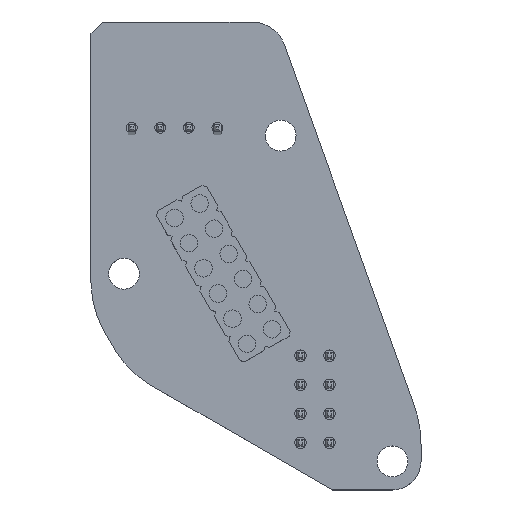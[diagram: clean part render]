
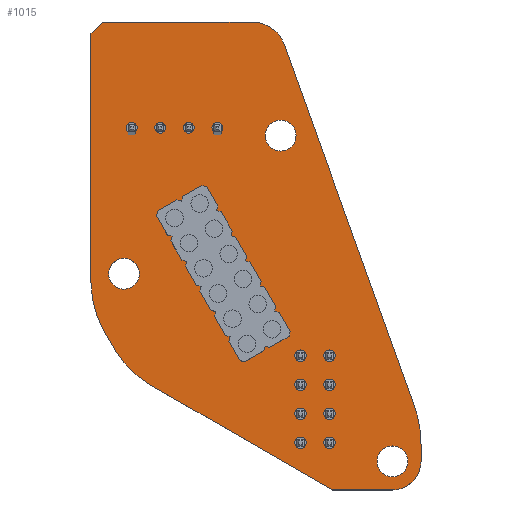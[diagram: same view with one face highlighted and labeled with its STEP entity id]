
A CAD part, top view. The second image highlights one B-rep face of the part: STEP entity #1015.
In plain terms, the highlighted planar face has unit normal (0, 0, 1).
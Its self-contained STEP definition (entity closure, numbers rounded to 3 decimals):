
#81 = VERTEX_POINT('',#82);
#82 = CARTESIAN_POINT('',(102.06,-110.719,0.));
#99 = VERTEX_POINT('',#100);
#100 = CARTESIAN_POINT('',(90.691,-79.134,0.));
#106 = EDGE_CURVE('',#81,#99,#107,.T.);
#107 = LINE('',#108,#109);
#108 = CARTESIAN_POINT('',(102.06,-110.719,0.));
#109 = VECTOR('',#110,1.);
#110 = DIRECTION('',(-0.339,0.941,0.));
#121 = VERTEX_POINT('',#122);
#122 = CARTESIAN_POINT('',(102.651,-114.107,0.));
#138 = EDGE_CURVE('',#121,#81,#139,.T.);
#139 = CIRCLE('',#140,10.);
#140 = AXIS2_PLACEMENT_3D('',#141,#142,#143);
#141 = CARTESIAN_POINT('',(92.651,-114.107,0.));
#142 = DIRECTION('',(0.,0.,1.));
#143 = DIRECTION('',(1.,0.,0.));
#164 = VERTEX_POINT('',#165);
#165 = CARTESIAN_POINT('',(87.868,-77.15,0.));
#171 = EDGE_CURVE('',#99,#164,#172,.T.);
#172 = CIRCLE('',#173,3.);
#173 = AXIS2_PLACEMENT_3D('',#174,#175,#176);
#174 = CARTESIAN_POINT('',(87.868,-80.15,0.));
#175 = DIRECTION('',(0.,0.,1.));
#176 = DIRECTION('',(1.,0.,0.));
#187 = VERTEX_POINT('',#188);
#188 = CARTESIAN_POINT('',(102.651,-115.607,0.));
#203 = EDGE_CURVE('',#187,#121,#204,.T.);
#204 = LINE('',#205,#206);
#205 = CARTESIAN_POINT('',(102.651,-115.607,0.));
#206 = VECTOR('',#207,1.);
#207 = DIRECTION('',(0.,1.,0.));
#227 = VERTEX_POINT('',#228);
#228 = CARTESIAN_POINT('',(74.768,-77.15,0.));
#234 = EDGE_CURVE('',#164,#227,#235,.T.);
#235 = LINE('',#236,#237);
#236 = CARTESIAN_POINT('',(87.868,-77.15,0.));
#237 = VECTOR('',#238,1.);
#238 = DIRECTION('',(-1.,0.,0.));
#249 = VERTEX_POINT('',#250);
#250 = CARTESIAN_POINT('',(100.151,-118.107,0.));
#266 = EDGE_CURVE('',#249,#187,#267,.T.);
#267 = CIRCLE('',#268,2.5);
#268 = AXIS2_PLACEMENT_3D('',#269,#270,#271);
#269 = CARTESIAN_POINT('',(100.151,-115.607,0.));
#270 = DIRECTION('',(0.,0.,1.));
#271 = DIRECTION('',(1.,0.,0.));
#291 = VERTEX_POINT('',#292);
#292 = CARTESIAN_POINT('',(73.768,-78.15,0.));
#298 = EDGE_CURVE('',#227,#291,#299,.T.);
#299 = LINE('',#300,#301);
#300 = CARTESIAN_POINT('',(74.768,-77.15,0.));
#301 = VECTOR('',#302,1.);
#302 = DIRECTION('',(-0.707,-0.707,0.));
#313 = VERTEX_POINT('',#314);
#314 = CARTESIAN_POINT('',(94.899,-118.107,0.));
#329 = EDGE_CURVE('',#313,#249,#330,.T.);
#330 = LINE('',#331,#332);
#331 = CARTESIAN_POINT('',(94.899,-118.107,0.));
#332 = VECTOR('',#333,1.);
#333 = DIRECTION('',(1.,0.,0.));
#353 = VERTEX_POINT('',#354);
#354 = CARTESIAN_POINT('',(73.768,-81.507,0.));
#360 = EDGE_CURVE('',#291,#353,#361,.T.);
#361 = LINE('',#362,#363);
#362 = CARTESIAN_POINT('',(73.768,-78.15,0.));
#363 = VECTOR('',#364,1.);
#364 = DIRECTION('',(0.,-1.,0.));
#375 = VERTEX_POINT('',#376);
#376 = CARTESIAN_POINT('',(78.918,-108.88,0.));
#391 = EDGE_CURVE('',#375,#313,#392,.T.);
#392 = LINE('',#393,#394);
#393 = CARTESIAN_POINT('',(78.918,-108.88,0.));
#394 = VECTOR('',#395,1.);
#395 = DIRECTION('',(0.866,-0.5,0.));
#415 = VERTEX_POINT('',#416);
#416 = CARTESIAN_POINT('',(73.768,-99.96,0.));
#422 = EDGE_CURVE('',#353,#415,#423,.T.);
#423 = LINE('',#424,#425);
#424 = CARTESIAN_POINT('',(73.768,-81.507,0.));
#425 = VECTOR('',#426,1.);
#426 = DIRECTION('',(0.,-1.,0.));
#437 = VERTEX_POINT('',#438);
#438 = CARTESIAN_POINT('',(75.807,-105.769,0.));
#454 = EDGE_CURVE('',#437,#375,#455,.T.);
#455 = CIRCLE('',#456,8.5);
#456 = AXIS2_PLACEMENT_3D('',#457,#458,#459);
#457 = CARTESIAN_POINT('',(83.168,-101.519,0.));
#458 = DIRECTION('',(0.,0.,1.));
#459 = DIRECTION('',(1.,0.,0.));
#480 = VERTEX_POINT('',#481);
#481 = CARTESIAN_POINT('',(74.907,-104.21,0.));
#487 = EDGE_CURVE('',#415,#480,#488,.T.);
#488 = CIRCLE('',#489,8.5);
#489 = AXIS2_PLACEMENT_3D('',#490,#491,#492);
#490 = CARTESIAN_POINT('',(82.268,-99.96,0.));
#491 = DIRECTION('',(0.,0.,1.));
#492 = DIRECTION('',(1.,0.,0.));
#510 = EDGE_CURVE('',#480,#437,#511,.T.);
#511 = LINE('',#512,#513);
#512 = CARTESIAN_POINT('',(74.907,-104.21,0.));
#513 = VECTOR('',#514,1.);
#514 = DIRECTION('',(0.5,-0.866,0.));
#525 = VERTEX_POINT('',#526);
#526 = CARTESIAN_POINT('',(92.603,-113.975,0.));
#542 = EDGE_CURVE('',#525,#525,#543,.T.);
#543 = CIRCLE('',#544,0.5);
#544 = AXIS2_PLACEMENT_3D('',#545,#546,#547);
#545 = CARTESIAN_POINT('',(92.103,-113.975,0.));
#546 = DIRECTION('',(0.,0.,1.));
#547 = DIRECTION('',(1.,0.,-0.));
#558 = VERTEX_POINT('',#559);
#559 = CARTESIAN_POINT('',(95.143,-113.975,0.));
#575 = EDGE_CURVE('',#558,#558,#576,.T.);
#576 = CIRCLE('',#577,0.5);
#577 = AXIS2_PLACEMENT_3D('',#578,#579,#580);
#578 = CARTESIAN_POINT('',(94.643,-113.975,0.));
#579 = DIRECTION('',(0.,0.,1.));
#580 = DIRECTION('',(1.,0.,-0.));
#591 = VERTEX_POINT('',#592);
#592 = CARTESIAN_POINT('',(92.603,-111.435,0.));
#608 = EDGE_CURVE('',#591,#591,#609,.T.);
#609 = CIRCLE('',#610,0.5);
#610 = AXIS2_PLACEMENT_3D('',#611,#612,#613);
#611 = CARTESIAN_POINT('',(92.103,-111.435,0.));
#612 = DIRECTION('',(0.,0.,1.));
#613 = DIRECTION('',(1.,0.,-0.));
#624 = VERTEX_POINT('',#625);
#625 = CARTESIAN_POINT('',(95.143,-111.435,0.));
#641 = EDGE_CURVE('',#624,#624,#642,.T.);
#642 = CIRCLE('',#643,0.5);
#643 = AXIS2_PLACEMENT_3D('',#644,#645,#646);
#644 = CARTESIAN_POINT('',(94.643,-111.435,0.));
#645 = DIRECTION('',(0.,0.,1.));
#646 = DIRECTION('',(1.,0.,-0.));
#657 = VERTEX_POINT('',#658);
#658 = CARTESIAN_POINT('',(101.501,-115.607,0.));
#674 = EDGE_CURVE('',#657,#657,#675,.T.);
#675 = CIRCLE('',#676,1.35);
#676 = AXIS2_PLACEMENT_3D('',#677,#678,#679);
#677 = CARTESIAN_POINT('',(100.151,-115.607,0.));
#678 = DIRECTION('',(0.,0.,1.));
#679 = DIRECTION('',(1.,0.,-0.));
#690 = VERTEX_POINT('',#691);
#691 = CARTESIAN_POINT('',(92.603,-108.895,0.));
#707 = EDGE_CURVE('',#690,#690,#708,.T.);
#708 = CIRCLE('',#709,0.5);
#709 = AXIS2_PLACEMENT_3D('',#710,#711,#712);
#710 = CARTESIAN_POINT('',(92.103,-108.895,0.));
#711 = DIRECTION('',(0.,0.,1.));
#712 = DIRECTION('',(1.,0.,-0.));
#723 = VERTEX_POINT('',#724);
#724 = CARTESIAN_POINT('',(95.143,-108.895,0.));
#740 = EDGE_CURVE('',#723,#723,#741,.T.);
#741 = CIRCLE('',#742,0.5);
#742 = AXIS2_PLACEMENT_3D('',#743,#744,#745);
#743 = CARTESIAN_POINT('',(94.643,-108.895,0.));
#744 = DIRECTION('',(0.,0.,1.));
#745 = DIRECTION('',(1.,0.,-0.));
#756 = VERTEX_POINT('',#757);
#757 = CARTESIAN_POINT('',(92.603,-106.355,0.));
#773 = EDGE_CURVE('',#756,#756,#774,.T.);
#774 = CIRCLE('',#775,0.5);
#775 = AXIS2_PLACEMENT_3D('',#776,#777,#778);
#776 = CARTESIAN_POINT('',(92.103,-106.355,0.));
#777 = DIRECTION('',(0.,0.,1.));
#778 = DIRECTION('',(1.,0.,-0.));
#789 = VERTEX_POINT('',#790);
#790 = CARTESIAN_POINT('',(95.143,-106.355,0.));
#806 = EDGE_CURVE('',#789,#789,#807,.T.);
#807 = CIRCLE('',#808,0.5);
#808 = AXIS2_PLACEMENT_3D('',#809,#810,#811);
#809 = CARTESIAN_POINT('',(94.643,-106.355,0.));
#810 = DIRECTION('',(0.,0.,1.));
#811 = DIRECTION('',(1.,0.,-0.));
#822 = VERTEX_POINT('',#823);
#823 = CARTESIAN_POINT('',(78.002,-99.187,0.));
#839 = EDGE_CURVE('',#822,#822,#840,.T.);
#840 = CIRCLE('',#841,1.35);
#841 = AXIS2_PLACEMENT_3D('',#842,#843,#844);
#842 = CARTESIAN_POINT('',(76.652,-99.187,0.));
#843 = DIRECTION('',(0.,0.,1.));
#844 = DIRECTION('',(1.,0.,-0.));
#855 = VERTEX_POINT('',#856);
#856 = CARTESIAN_POINT('',(77.804,-86.408,0.));
#872 = EDGE_CURVE('',#855,#855,#873,.T.);
#873 = CIRCLE('',#874,0.475);
#874 = AXIS2_PLACEMENT_3D('',#875,#876,#877);
#875 = CARTESIAN_POINT('',(77.329,-86.408,0.));
#876 = DIRECTION('',(0.,0.,1.));
#877 = DIRECTION('',(1.,0.,-0.));
#888 = VERTEX_POINT('',#889);
#889 = CARTESIAN_POINT('',(80.304,-86.408,0.));
#905 = EDGE_CURVE('',#888,#888,#906,.T.);
#906 = CIRCLE('',#907,0.475);
#907 = AXIS2_PLACEMENT_3D('',#908,#909,#910);
#908 = CARTESIAN_POINT('',(79.829,-86.408,0.));
#909 = DIRECTION('',(0.,0.,1.));
#910 = DIRECTION('',(1.,0.,-0.));
#921 = VERTEX_POINT('',#922);
#922 = CARTESIAN_POINT('',(82.804,-86.408,0.));
#938 = EDGE_CURVE('',#921,#921,#939,.T.);
#939 = CIRCLE('',#940,0.475);
#940 = AXIS2_PLACEMENT_3D('',#941,#942,#943);
#941 = CARTESIAN_POINT('',(82.329,-86.408,0.));
#942 = DIRECTION('',(0.,0.,1.));
#943 = DIRECTION('',(1.,0.,-0.));
#954 = VERTEX_POINT('',#955);
#955 = CARTESIAN_POINT('',(85.304,-86.408,0.));
#971 = EDGE_CURVE('',#954,#954,#972,.T.);
#972 = CIRCLE('',#973,0.475);
#973 = AXIS2_PLACEMENT_3D('',#974,#975,#976);
#974 = CARTESIAN_POINT('',(84.829,-86.408,0.));
#975 = DIRECTION('',(0.,0.,1.));
#976 = DIRECTION('',(1.,0.,-0.));
#987 = VERTEX_POINT('',#988);
#988 = CARTESIAN_POINT('',(91.718,-87.096,0.));
#1004 = EDGE_CURVE('',#987,#987,#1005,.T.);
#1005 = CIRCLE('',#1006,1.35);
#1006 = AXIS2_PLACEMENT_3D('',#1007,#1008,#1009);
#1007 = CARTESIAN_POINT('',(90.368,-87.096,0.));
#1008 = DIRECTION('',(0.,0.,1.));
#1009 = DIRECTION('',(1.,0.,-0.));
#1015 = ADVANCED_FACE('',(#1016,#1032,#1035,#1038,#1041,#1044,#1047,
    #1050,#1053,#1056,#1059,#1062,#1065,#1068,#1071,#1074),#1077,.T.);
#1016 = FACE_BOUND('',#1017,.T.);
#1017 = EDGE_LOOP('',(#1018,#1019,#1020,#1021,#1022,#1023,#1024,#1025,
    #1026,#1027,#1028,#1029,#1030,#1031));
#1018 = ORIENTED_EDGE('',*,*,#106,.T.);
#1019 = ORIENTED_EDGE('',*,*,#171,.T.);
#1020 = ORIENTED_EDGE('',*,*,#234,.T.);
#1021 = ORIENTED_EDGE('',*,*,#298,.T.);
#1022 = ORIENTED_EDGE('',*,*,#360,.T.);
#1023 = ORIENTED_EDGE('',*,*,#422,.T.);
#1024 = ORIENTED_EDGE('',*,*,#487,.T.);
#1025 = ORIENTED_EDGE('',*,*,#510,.T.);
#1026 = ORIENTED_EDGE('',*,*,#454,.T.);
#1027 = ORIENTED_EDGE('',*,*,#391,.T.);
#1028 = ORIENTED_EDGE('',*,*,#329,.T.);
#1029 = ORIENTED_EDGE('',*,*,#266,.T.);
#1030 = ORIENTED_EDGE('',*,*,#203,.T.);
#1031 = ORIENTED_EDGE('',*,*,#138,.T.);
#1032 = FACE_BOUND('',#1033,.T.);
#1033 = EDGE_LOOP('',(#1034));
#1034 = ORIENTED_EDGE('',*,*,#542,.F.);
#1035 = FACE_BOUND('',#1036,.T.);
#1036 = EDGE_LOOP('',(#1037));
#1037 = ORIENTED_EDGE('',*,*,#575,.F.);
#1038 = FACE_BOUND('',#1039,.T.);
#1039 = EDGE_LOOP('',(#1040));
#1040 = ORIENTED_EDGE('',*,*,#608,.F.);
#1041 = FACE_BOUND('',#1042,.T.);
#1042 = EDGE_LOOP('',(#1043));
#1043 = ORIENTED_EDGE('',*,*,#641,.F.);
#1044 = FACE_BOUND('',#1045,.T.);
#1045 = EDGE_LOOP('',(#1046));
#1046 = ORIENTED_EDGE('',*,*,#674,.F.);
#1047 = FACE_BOUND('',#1048,.T.);
#1048 = EDGE_LOOP('',(#1049));
#1049 = ORIENTED_EDGE('',*,*,#707,.F.);
#1050 = FACE_BOUND('',#1051,.T.);
#1051 = EDGE_LOOP('',(#1052));
#1052 = ORIENTED_EDGE('',*,*,#740,.F.);
#1053 = FACE_BOUND('',#1054,.T.);
#1054 = EDGE_LOOP('',(#1055));
#1055 = ORIENTED_EDGE('',*,*,#773,.F.);
#1056 = FACE_BOUND('',#1057,.T.);
#1057 = EDGE_LOOP('',(#1058));
#1058 = ORIENTED_EDGE('',*,*,#806,.F.);
#1059 = FACE_BOUND('',#1060,.T.);
#1060 = EDGE_LOOP('',(#1061));
#1061 = ORIENTED_EDGE('',*,*,#839,.F.);
#1062 = FACE_BOUND('',#1063,.T.);
#1063 = EDGE_LOOP('',(#1064));
#1064 = ORIENTED_EDGE('',*,*,#872,.F.);
#1065 = FACE_BOUND('',#1066,.T.);
#1066 = EDGE_LOOP('',(#1067));
#1067 = ORIENTED_EDGE('',*,*,#905,.F.);
#1068 = FACE_BOUND('',#1069,.T.);
#1069 = EDGE_LOOP('',(#1070));
#1070 = ORIENTED_EDGE('',*,*,#938,.F.);
#1071 = FACE_BOUND('',#1072,.T.);
#1072 = EDGE_LOOP('',(#1073));
#1073 = ORIENTED_EDGE('',*,*,#971,.F.);
#1074 = FACE_BOUND('',#1075,.T.);
#1075 = EDGE_LOOP('',(#1076));
#1076 = ORIENTED_EDGE('',*,*,#1004,.F.);
#1077 = PLANE('',#1078);
#1078 = AXIS2_PLACEMENT_3D('',#1079,#1080,#1081);
#1079 = CARTESIAN_POINT('',(87.076,-97.488,0.));
#1080 = DIRECTION('',(0.,0.,1.));
#1081 = DIRECTION('',(1.,0.,0.));
